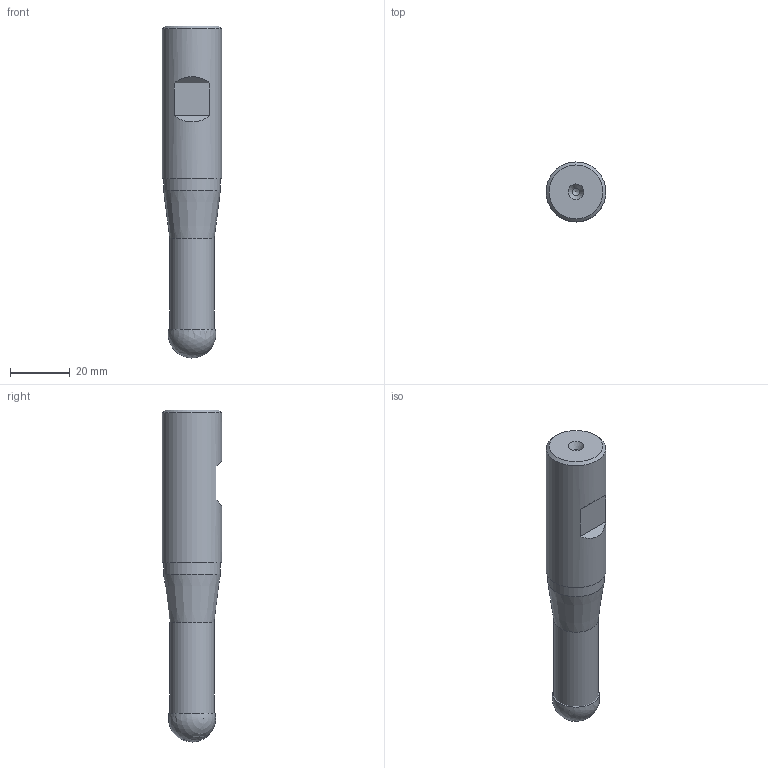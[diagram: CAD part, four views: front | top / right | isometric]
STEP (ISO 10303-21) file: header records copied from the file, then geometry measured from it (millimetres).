
FILE_DESCRIPTION(/* description */ (''),/* implementation_level */ '2;1');
FILE_NAME(/* name */ '16K3R060B20-CXP16_115009223ndi000_00-SIM.stp',/* time_stamp */ '2019-12-06T09:43:18+01:00',/* author */ (''),/* organization */ (''),/* preprocessor_version */ 'ST-DEVELOPER v16.7',/* originating_system */ 'SIEMENS PLM Software NX 12.0',/* authorisation */ '');
FILE_SCHEMA (('AUTOMOTIVE_DESIGN { 1 0 10303 214 3 1 1 1 }'));
Length unit declared in the file: millimetre
Products named in the file (1): hm152F0C8FD82r58
Bounding box: 19.99 x 19.99 x 111.01 mm (x, y, z)
Volume: 28273.7 mm3; surface area: 7165 mm2
Topology: 2 solids, 2 shells, 17 faces, 34 edges, 22 vertices
Faces by surface type: plane 7, cylinder 4, cone 4, sphere 2
Full cylindrical faces by diameter (mm): 2.5 x1, 14.85 x1, 19 x1, 19.994 x1
Entity records: 385 total; most frequent: DIRECTION 68, CARTESIAN_POINT 53, ORIENTED_EDGE 36, AXIS2_PLACEMENT_3D 32, EDGE_LOOP 28, FACE_BOUND 23, EDGE_CURVE 18, ADVANCED_FACE 17
